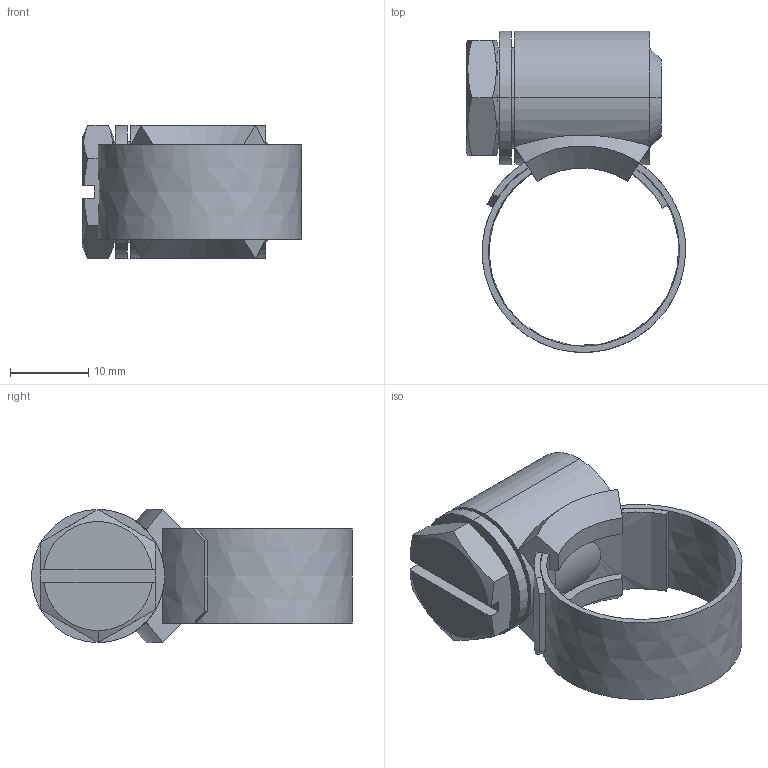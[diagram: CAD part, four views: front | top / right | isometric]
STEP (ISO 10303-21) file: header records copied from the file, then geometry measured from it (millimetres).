
FILE_DESCRIPTION (( 'STEP AP203' ), '1' );
FILE_NAME ('3D-R148_15-24_171781060.STEP', '2024-08-31T18:18:14', ( '' ), ( '' ), 'SwSTEP 2.0', 'SolidWorks 2024', '' );
FILE_SCHEMA (( 'CONFIG_CONTROL_DESIGN' ));
Length unit declared in the file: millimetre
Products named in the file (1): 3D-R148_15-24_171781060
Bounding box: 27.98 x 40.98 x 17 mm (x, y, z)
Volume: 6260.4 mm3; surface area: 5616.3 mm2
Topology: 2 solids, 3 shells, 90 faces, 224 edges, 139 vertices
Faces by surface type: plane 41, cylinder 34, cone 11, bspline 4
Entity records: 3914 total; most frequent: CARTESIAN_POINT 1814, ORIENTED_EDGE 448, DIRECTION 375, EDGE_CURVE 224, AXIS2_PLACEMENT_3D 140, VERTEX_POINT 139, EDGE_LOOP 99, VECTOR 95
